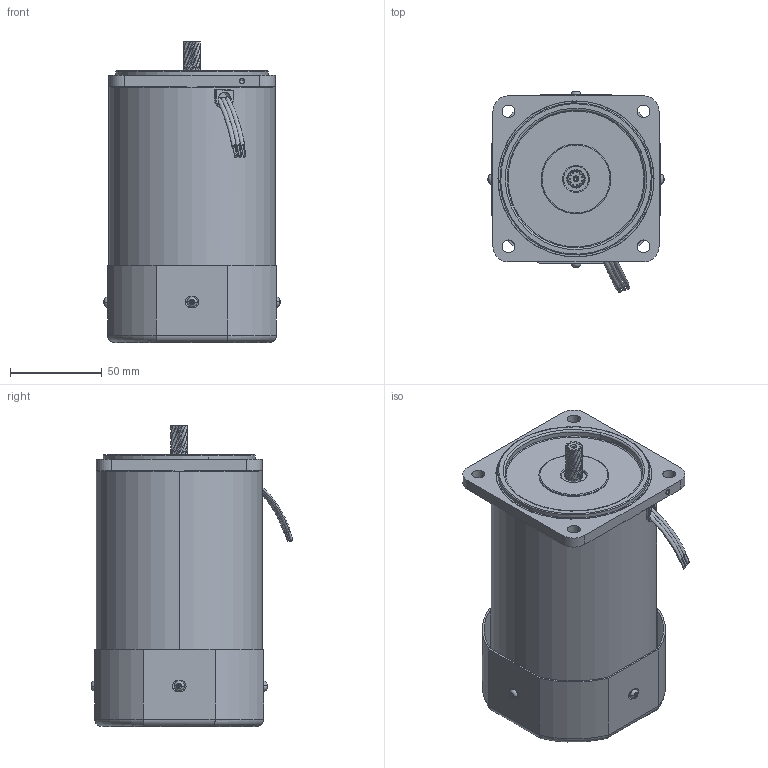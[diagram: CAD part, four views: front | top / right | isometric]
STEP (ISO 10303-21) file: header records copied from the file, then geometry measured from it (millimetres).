
FILE_DESCRIPTION (( 'STEP AP203' ), '1' );
FILE_NAME ('5TK40GN-¡¼FP-5CA71¡¼6000Z0.STEP', '2018-06-06T02:44:18', ( '' ), ( '' ), 'SwSTEP 2.0', 'SolidWorks 2010', '' );
FILE_SCHEMA (( 'CONFIG_CONTROL_DESIGN' ));
Length unit declared in the file: millimetre
Products named in the file (8): 出口線-3條; 上蓋 C583-32; 5TK40GN-〖FP-5CA71〖6000Z0; 線扣; M590-F; 風扇蓋FC-9042-21; 丸頭十字螺絲M3x6_B18.6.7M - M3 x 0.5 x 8 Type I Cross Recessed PHMS --8C; 90GN_1.成品
Assembly tree (10 placements, depth 2):
  5TK40GN-〖FP-5CA71〖6000Z0
    90GN_1.成品
    風扇蓋FC-9042-21
    M590-F
    丸頭十字螺絲M3x6_B18.6.7M - M3 x 0.5 x 8 Type I Cross Recessed PHMS --8C  x4
    上蓋 C583-32
    線扣
    出口線-3條
Bounding box: 95.92 x 109.89 x 164 mm (x, y, z)
Volume: 869529.4 mm3; surface area: 111905.9 mm2
Topology: 12 solids, 13 shells, 573 faces, 1442 edges, 919 vertices
Faces by surface type: cylinder 211, plane 194, torus 71, bspline 56, cone 29, sphere 12
Entity records: 22056 total; most frequent: CARTESIAN_POINT 9598, ORIENTED_EDGE 2424, DIRECTION 2384, EDGE_CURVE 1212, AXIS2_PLACEMENT_3D 959, VERTEX_POINT 775, EDGE_LOOP 571, CIRCLE 516
